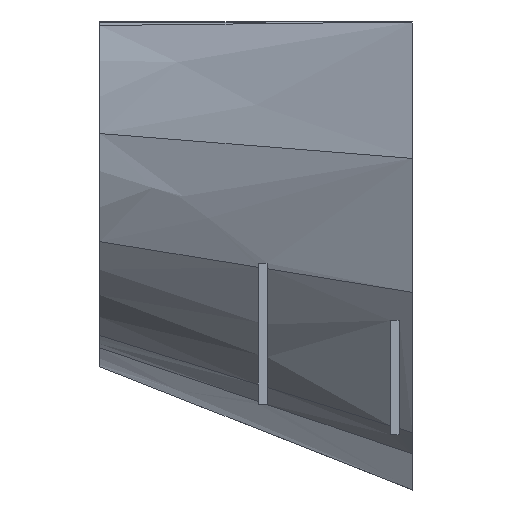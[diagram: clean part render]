
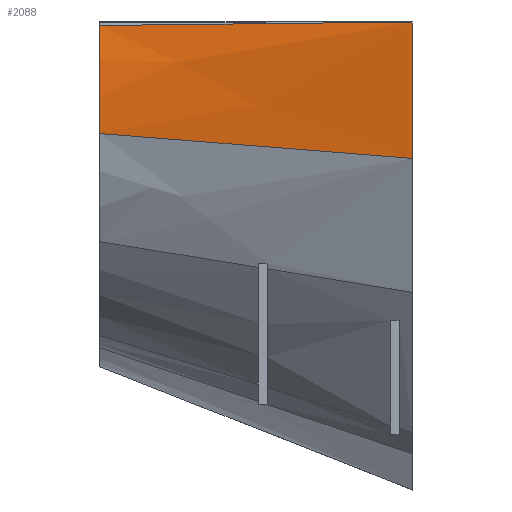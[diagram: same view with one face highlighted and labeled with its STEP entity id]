
A CAD part, left-side view. The second image highlights one B-rep face of the part: STEP entity #2088.
In plain terms, the highlighted free-form (B-spline) face has degree [3, 1] with [10, 2] control points.
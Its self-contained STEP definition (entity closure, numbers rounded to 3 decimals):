
#32 = EDGE_CURVE ( 'NONE', #3119, #2501, #3187, .T. ) ;
#54 = VERTEX_POINT ( 'NONE', #3011 ) ;
#131 = CARTESIAN_POINT ( 'NONE',  ( -281.943, 355., -95.233 ) ) ;
#149 = CARTESIAN_POINT ( 'NONE',  ( -323.487, 0., -33.134 ) ) ;
#291 = AXIS2_PLACEMENT_3D ( 'NONE', #835, #293, #1310 ) ;
#293 = DIRECTION ( 'NONE',  ( 0., 1., 0. ) ) ;
#407 = CARTESIAN_POINT ( 'NONE',  ( -322.134, 0., -58.947 ) ) ;
#415 = LINE ( 'NONE', #2943, #3264 ) ;
#684 = CARTESIAN_POINT ( 'NONE',  ( -275.044, 355., -12.183 ) ) ;
#699 = CARTESIAN_POINT ( 'NONE',  ( -326.869, 0., 31.399 ) ) ;
#778 = CIRCLE ( 'NONE', #291, 282.5 ) ;
#835 = CARTESIAN_POINT ( 'NONE',  ( 0., 355., -77.5 ) ) ;
#925 = CARTESIAN_POINT ( 'NONE',  ( -321.458, 0., -71.853 ) ) ;
#934 = VECTOR ( 'NONE', #2149, 1000. ) ;
#943 = CARTESIAN_POINT ( 'NONE',  ( -277.281, 355., -22.441 ) ) ;
#996 = ORIENTED_EDGE ( 'NONE', *, *, #32, .T. ) ;
#1105 = VERTEX_POINT ( 'NONE', #1147 ) ;
#1147 = CARTESIAN_POINT ( 'NONE',  ( -262.278, 355., 27.459 ) ) ;
#1159 = DIRECTION ( 'NONE',  ( 0.103, 0.992, 0.079 ) ) ;
#1163 = CARTESIAN_POINT ( 'NONE',  ( -319.429, 0., -110.572 ) ) ;
#1310 = DIRECTION ( 'NONE',  ( 0., 0., 1. ) ) ;
#1367 = CARTESIAN_POINT ( 'NONE',  ( -324.333, 0., -16.998 ) ) ;
#1438 = ORIENTED_EDGE ( 'NONE', *, *, #2573, .F. ) ;
#1453 = CARTESIAN_POINT ( 'NONE',  ( -280.599, 355., -43.143 ) ) ;
#1467 = CARTESIAN_POINT ( 'NONE',  ( -269.466, 355., 7.961 ) ) ;
#1677 = ORIENTED_EDGE ( 'NONE', *, *, #2318, .F. ) ;
#1735 = CARTESIAN_POINT ( 'NONE',  ( -262.278, 355., 27.459 ) ) ;
#1889 = DIRECTION ( 'NONE',  ( 0.179, 0.984, -0.011 ) ) ;
#1991 = CARTESIAN_POINT ( 'NONE',  ( -326.193, 0., 18.492 ) ) ;
#2088 = ADVANCED_FACE ( 'NONE', ( #2692 ), #2579, .T. ) ;
#2149 = DIRECTION ( 'NONE',  ( -0.052, 0., 0.999 ) ) ;
#2212 = CARTESIAN_POINT ( 'NONE',  ( -320.105, 0., -97.666 ) ) ;
#2270 = CARTESIAN_POINT ( 'NONE',  ( -326.869, 0., 31.399 ) ) ;
#2318 = EDGE_CURVE ( 'NONE', #3119, #54, #415, .T. ) ;
#2372 = EDGE_LOOP ( 'NONE', ( #996, #2860, #1438, #1677 ) ) ;
#2380 = LINE ( 'NONE', #2614, #2684 ) ;
#2441 = CARTESIAN_POINT ( 'NONE',  ( -318.752, 0., -123.479 ) ) ;
#2501 = VERTEX_POINT ( 'NONE', #2270 ) ;
#2573 = EDGE_CURVE ( 'NONE', #54, #1105, #778, .T. ) ;
#2579 = B_SPLINE_SURFACE_WITH_KNOTS ( 'NONE', 3, 1, ( 
 ( #2441, #131 ),
 ( #1163, #3258 ),
 ( #2212, #3240 ),
 ( #925, #2978 ),
 ( #407, #1453 ),
 ( #149, #943 ),
 ( #2998, #684 ),
 ( #2741, #1467 ),
 ( #1991, #3014 ),
 ( #699, #1735 ) ),
 .UNSPECIFIED., .F., .F., .F.,
 ( 4, 2, 2, 2, 4 ),
 ( 2, 2 ),
 ( 0., 0.25, 0.5, 0.75, 1. ),
 ( 0., 1. ),
 .UNSPECIFIED. ) ;
#2614 = CARTESIAN_POINT ( 'NONE',  ( -294.574, 177.5, 29.429 ) ) ;
#2684 = VECTOR ( 'NONE', #1889, 1000. ) ;
#2692 = FACE_OUTER_BOUND ( 'NONE', #2372, .T. ) ;
#2741 = CARTESIAN_POINT ( 'NONE',  ( -325.516, 0., 5.586 ) ) ;
#2860 = ORIENTED_EDGE ( 'NONE', *, *, #2994, .T. ) ;
#2943 = CARTESIAN_POINT ( 'NONE',  ( -300.348, 177.5, -109.356 ) ) ;
#2978 = CARTESIAN_POINT ( 'NONE',  ( -281.68, 355., -53.587 ) ) ;
#2994 = EDGE_CURVE ( 'NONE', #2501, #1105, #2380, .T. ) ;
#2998 = CARTESIAN_POINT ( 'NONE',  ( -324.163, 0., -20.227 ) ) ;
#3011 = CARTESIAN_POINT ( 'NONE',  ( -281.943, 355., -95.233 ) ) ;
#3014 = CARTESIAN_POINT ( 'NONE',  ( -266.125, 355., 17.846 ) ) ;
#3119 = VERTEX_POINT ( 'NONE', #3276 ) ;
#3187 = LINE ( 'NONE', #1367, #934 ) ;
#3240 = CARTESIAN_POINT ( 'NONE',  ( -282.677, 355., -74.464 ) ) ;
#3258 = CARTESIAN_POINT ( 'NONE',  ( -282.593, 355., -84.898 ) ) ;
#3264 = VECTOR ( 'NONE', #1159, 1000. ) ;
#3276 = CARTESIAN_POINT ( 'NONE',  ( -318.752, 0., -123.479 ) ) ;
